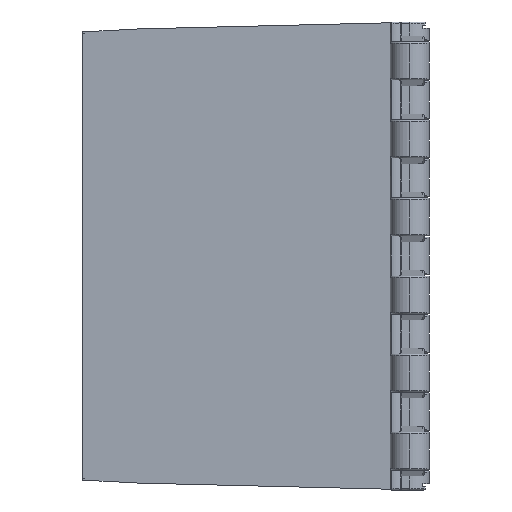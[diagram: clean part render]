
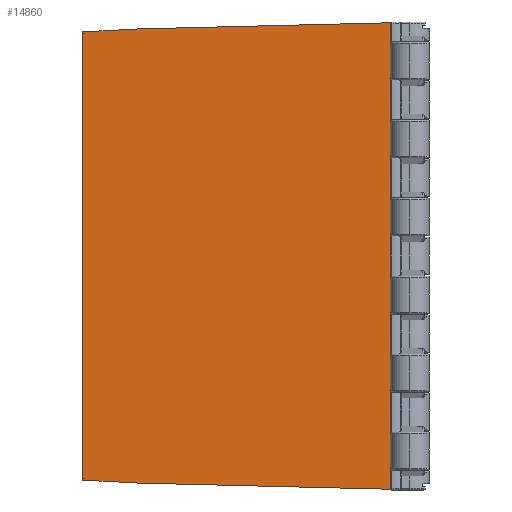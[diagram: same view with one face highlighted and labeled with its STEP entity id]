
A CAD part, left-side view. The second image highlights one B-rep face of the part: STEP entity #14860.
In plain terms, the highlighted planar face has unit normal (-1, 0.024, 0).
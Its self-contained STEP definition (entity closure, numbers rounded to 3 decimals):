
#27 = CARTESIAN_POINT ( 'NONE',  ( -2.5, 6.35, -75.75 ) ) ;
#230 = CARTESIAN_POINT ( 'NONE',  ( -2.5, 6.35, -75.5 ) ) ;
#1160 = DIRECTION ( 'NONE',  ( -0.024, -0.999, 0.024 ) ) ;
#1314 =( BOUNDED_CURVE ( )  B_SPLINE_CURVE ( 3, ( #2877, #6150, #9553, #16201 ),
 .UNSPECIFIED., .F., .F. ) 
 B_SPLINE_CURVE_WITH_KNOTS ( ( 4, 4 ),
 ( 4.737, 5.308 ),
 .UNSPECIFIED. ) 
 CURVE ( )  GEOMETRIC_REPRESENTATION_ITEM ( )  RATIONAL_B_SPLINE_CURVE ( ( 1., 0.973, 0.973, 1. ) ) 
 REPRESENTATION_ITEM ( '' )  );
#1366 = EDGE_CURVE ( 'NONE', #21343, #16615, #11168, .T. ) ;
#1409 = CARTESIAN_POINT ( 'NONE',  ( -0.5, 88.191, -73.75 ) ) ;
#1507 = CARTESIAN_POINT ( 'NONE',  ( -0.147, 102.61, -73.202 ) ) ;
#1580 = CARTESIAN_POINT ( 'NONE',  ( -2.497, 6.472, 75.747 ) ) ;
#1582 = CARTESIAN_POINT ( 'NONE',  ( -0.058, 106.252, -75.75 ) ) ;
#1711 = EDGE_CURVE ( 'NONE', #11553, #21343, #9906, .T. ) ;
#2110 = DIRECTION ( 'NONE',  ( -1., 0.024, 0. ) ) ;
#2176 = EDGE_LOOP ( 'NONE', ( #18403, #2933, #12672, #13066, #16140, #2223, #17108, #11086, #18716, #14882 ) ) ;
#2223 = ORIENTED_EDGE ( 'NONE', *, *, #8718, .T. ) ;
#2765 = CARTESIAN_POINT ( 'NONE',  ( -2.497, 6.474, 75.747 ) ) ;
#2877 = CARTESIAN_POINT ( 'NONE',  ( -2.492, 6.667, -75.742 ) ) ;
#2933 = ORIENTED_EDGE ( 'NONE', *, *, #1366, .T. ) ;
#3022 = VECTOR ( 'NONE', #19375, 1000. ) ;
#3138 = VECTOR ( 'NONE', #18694, 1000. ) ;
#3356 = EDGE_CURVE ( 'NONE', #14618, #16384, #17465, .T. ) ;
#3747 = CARTESIAN_POINT ( 'NONE',  ( -2.5, 6.35, -75.669 ) ) ;
#3943 = CARTESIAN_POINT ( 'NONE',  ( -2.492, 6.667, 75.742 ) ) ;
#4062 =( BOUNDED_CURVE ( )  B_SPLINE_CURVE ( 3, ( #16536, #16222, #8228, #13274 ),
 .UNSPECIFIED., .F., .F. ) 
 B_SPLINE_CURVE_WITH_KNOTS ( ( 4, 4 ),
 ( 1.57, 2.652 ),
 .UNSPECIFIED. ) 
 CURVE ( )  GEOMETRIC_REPRESENTATION_ITEM ( )  RATIONAL_B_SPLINE_CURVE ( ( 1., 0.905, 0.905, 1. ) ) 
 REPRESENTATION_ITEM ( '' )  );
#4397 = EDGE_CURVE ( 'NONE', #14618, #15937, #15372, .T. ) ;
#6150 = CARTESIAN_POINT ( 'NONE',  ( -2.497, 6.474, -75.747 ) ) ;
#6196 = DIRECTION ( 'NONE',  ( 0., 0., -1. ) ) ;
#6427 = CARTESIAN_POINT ( 'NONE',  ( -0.058, 106.252, -72.778 ) ) ;
#6595 = CARTESIAN_POINT ( 'NONE',  ( -2.492, 6.667, -75.742 ) ) ;
#6949 = EDGE_CURVE ( 'NONE', #11411, #11553, #4062, .T. ) ;
#7377 = CARTESIAN_POINT ( 'NONE',  ( -2.505, 6.13, 75.914 ) ) ;
#8105 = CARTESIAN_POINT ( 'NONE',  ( -2.505, 6.13, 75.914 ) ) ;
#8171 = CARTESIAN_POINT ( 'NONE',  ( -0.31, 95.956, -73.56 ) ) ;
#8228 = CARTESIAN_POINT ( 'NONE',  ( -0.147, 102.61, 73.202 ) ) ;
#8664 = FACE_OUTER_BOUND ( 'NONE', #2176, .T. ) ;
#8718 = EDGE_CURVE ( 'NONE', #13392, #15937, #14150, .T. ) ;
#8774 = DIRECTION ( 'NONE',  ( -0.024, -1., 0. ) ) ;
#9273 = CARTESIAN_POINT ( 'NONE',  ( -0.058, 106.252, -72.778 ) ) ;
#9553 = CARTESIAN_POINT ( 'NONE',  ( -2.501, 6.29, -75.806 ) ) ;
#9758 = CARTESIAN_POINT ( 'NONE',  ( -2.501, 6.29, 75.806 ) ) ;
#9906 = LINE ( 'NONE', #1582, #20901 ) ;
#10408 = CARTESIAN_POINT ( 'NONE',  ( -2.505, 6.13, -75.914 ) ) ;
#10651 = CARTESIAN_POINT ( 'NONE',  ( -2.5, 6.35, 76. ) ) ;
#11086 = ORIENTED_EDGE ( 'NONE', *, *, #3356, .T. ) ;
#11168 =( BOUNDED_CURVE ( )  B_SPLINE_CURVE ( 3, ( #6427, #1507, #8171, #21498 ),
 .UNSPECIFIED., .F., .F. ) 
 B_SPLINE_CURVE_WITH_KNOTS ( ( 4, 4 ),
 ( 3.631, 4.713 ),
 .UNSPECIFIED. ) 
 CURVE ( )  GEOMETRIC_REPRESENTATION_ITEM ( )  RATIONAL_B_SPLINE_CURVE ( ( 1., 0.905, 0.905, 1. ) ) 
 REPRESENTATION_ITEM ( '' )  );
#11187 = CARTESIAN_POINT ( 'NONE',  ( -2.492, 6.667, 75.742 ) ) ;
#11204 = CARTESIAN_POINT ( 'NONE',  ( -2.502, 6.271, 75.819 ) ) ;
#11335 = CARTESIAN_POINT ( 'NONE',  ( -0.5, 88.191, 73.75 ) ) ;
#11411 = VERTEX_POINT ( 'NONE', #11335 ) ;
#11553 = VERTEX_POINT ( 'NONE', #13519 ) ;
#11727 = PLANE ( 'NONE',  #19253 ) ;
#11782 = EDGE_CURVE ( 'NONE', #13392, #16277, #14290, .T. ) ;
#12271 = CARTESIAN_POINT ( 'NONE',  ( -2.505, 6.13, -75.914 ) ) ;
#12672 = ORIENTED_EDGE ( 'NONE', *, *, #13318, .T. ) ;
#13066 = ORIENTED_EDGE ( 'NONE', *, *, #19844, .T. ) ;
#13274 = CARTESIAN_POINT ( 'NONE',  ( -0.058, 106.252, 72.778 ) ) ;
#13318 = EDGE_CURVE ( 'NONE', #16615, #18423, #15533, .T. ) ;
#13392 = VERTEX_POINT ( 'NONE', #230 ) ;
#13519 = CARTESIAN_POINT ( 'NONE',  ( -0.058, 106.252, 72.778 ) ) ;
#13795 = CARTESIAN_POINT ( 'NONE',  ( -2.5, 6.35, -75.75 ) ) ;
#14150 = LINE ( 'NONE', #10651, #3022 ) ;
#14262 = CARTESIAN_POINT ( 'NONE',  ( -2.505, 6.13, 75.914 ) ) ;
#14290 =( BOUNDED_CURVE ( )  B_SPLINE_CURVE ( 3, ( #16866, #3747, #20357, #12271 ),
 .UNSPECIFIED., .F., .F. ) 
 B_SPLINE_CURVE_WITH_KNOTS ( ( 4, 4 ),
 ( 3.142, 4.117 ),
 .UNSPECIFIED. ) 
 CURVE ( )  GEOMETRIC_REPRESENTATION_ITEM ( )  RATIONAL_B_SPLINE_CURVE ( ( 1., 0.922, 0.922, 1. ) ) 
 REPRESENTATION_ITEM ( '' )  );
#14446 = EDGE_CURVE ( 'NONE', #11411, #16384, #16344, .T. ) ;
#14618 = VERTEX_POINT ( 'NONE', #7377 ) ;
#14860 = ADVANCED_FACE ( 'NONE', ( #8664 ), #11727, .T. ) ;
#14882 = ORIENTED_EDGE ( 'NONE', *, *, #6949, .T. ) ;
#15122 = CARTESIAN_POINT ( 'NONE',  ( -2.5, 6.35, 75.5 ) ) ;
#15372 =( BOUNDED_CURVE ( )  B_SPLINE_CURVE ( 3, ( #14262, #11204, #16316, #16211 ),
 .UNSPECIFIED., .F., .F. ) 
 B_SPLINE_CURVE_WITH_KNOTS ( ( 4, 4 ),
 ( 5.308, 6.283 ),
 .UNSPECIFIED. ) 
 CURVE ( )  GEOMETRIC_REPRESENTATION_ITEM ( )  RATIONAL_B_SPLINE_CURVE ( ( 1., 0.922, 0.922, 1. ) ) 
 REPRESENTATION_ITEM ( '' )  );
#15533 = LINE ( 'NONE', #13795, #3138 ) ;
#15937 = VERTEX_POINT ( 'NONE', #15122 ) ;
#16140 = ORIENTED_EDGE ( 'NONE', *, *, #11782, .F. ) ;
#16201 = CARTESIAN_POINT ( 'NONE',  ( -2.505, 6.13, -75.914 ) ) ;
#16211 = CARTESIAN_POINT ( 'NONE',  ( -2.5, 6.35, 75.5 ) ) ;
#16222 = CARTESIAN_POINT ( 'NONE',  ( -0.31, 95.956, 73.56 ) ) ;
#16277 = VERTEX_POINT ( 'NONE', #10408 ) ;
#16316 = CARTESIAN_POINT ( 'NONE',  ( -2.5, 6.35, 75.669 ) ) ;
#16344 = LINE ( 'NONE', #1580, #17483 ) ;
#16384 = VERTEX_POINT ( 'NONE', #3943 ) ;
#16536 = CARTESIAN_POINT ( 'NONE',  ( -0.5, 88.191, 73.75 ) ) ;
#16615 = VERTEX_POINT ( 'NONE', #1409 ) ;
#16866 = CARTESIAN_POINT ( 'NONE',  ( -2.5, 6.35, -75.5 ) ) ;
#17108 = ORIENTED_EDGE ( 'NONE', *, *, #4397, .F. ) ;
#17465 =( BOUNDED_CURVE ( )  B_SPLINE_CURVE ( 3, ( #8105, #9758, #2765, #11187 ),
 .UNSPECIFIED., .F., .F. ) 
 B_SPLINE_CURVE_WITH_KNOTS ( ( 4, 4 ),
 ( 4.117, 4.688 ),
 .UNSPECIFIED. ) 
 CURVE ( )  GEOMETRIC_REPRESENTATION_ITEM ( )  RATIONAL_B_SPLINE_CURVE ( ( 1., 0.973, 0.973, 1. ) ) 
 REPRESENTATION_ITEM ( '' )  );
#17483 = VECTOR ( 'NONE', #1160, 1000. ) ;
#18403 = ORIENTED_EDGE ( 'NONE', *, *, #1711, .T. ) ;
#18423 = VERTEX_POINT ( 'NONE', #6595 ) ;
#18694 = DIRECTION ( 'NONE',  ( -0.024, -0.999, -0.024 ) ) ;
#18716 = ORIENTED_EDGE ( 'NONE', *, *, #14446, .F. ) ;
#19253 = AXIS2_PLACEMENT_3D ( 'NONE', #27, #2110, #8774 ) ;
#19375 = DIRECTION ( 'NONE',  ( 0., 0., 1. ) ) ;
#19844 = EDGE_CURVE ( 'NONE', #18423, #16277, #1314, .T. ) ;
#20357 = CARTESIAN_POINT ( 'NONE',  ( -2.502, 6.271, -75.819 ) ) ;
#20901 = VECTOR ( 'NONE', #6196, 1000. ) ;
#21343 = VERTEX_POINT ( 'NONE', #9273 ) ;
#21498 = CARTESIAN_POINT ( 'NONE',  ( -0.5, 88.191, -73.75 ) ) ;
